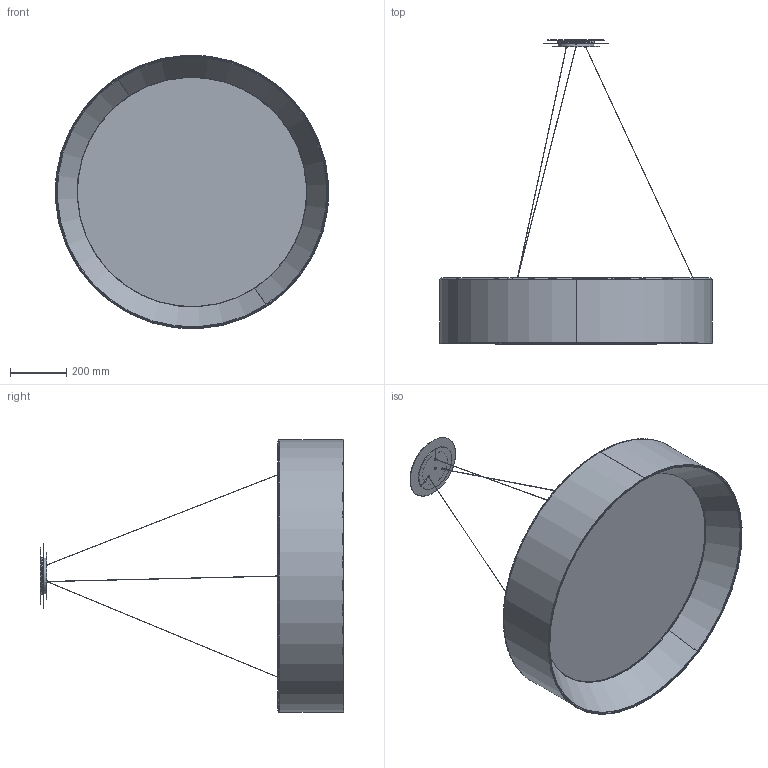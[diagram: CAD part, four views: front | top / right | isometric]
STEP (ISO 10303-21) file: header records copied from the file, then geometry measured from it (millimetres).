
FILE_DESCRIPTION (( 'STEP AP214' ), '1' );
FILE_NAME ('TAGORA 970-SUSPENSION.STEP', '2014-11-10T21:37:24', ( '' ), ( '' ), 'SwSTEP 2.0', 'SolidWorks 2012', '' );
FILE_SCHEMA (( 'AUTOMOTIVE_DESIGN' ));
Length unit declared in the file: inch
Products named in the file (11): USC-Y102-00379_USC-Y102-00379; USC-Y104-00001_USC-Y104-00001; USC-Y102-00289_CAA0700020; USC-Y102-00373_CAA0700070; USC-Y102-00377_CAA0700074; Y102300097_WITH BRACKET MOUNTING HOLES; USC-Y104-00010_USC-Y104-00010 36'''' LONG; USC-Y102-00358_USC-Y102-00358; Y102300096_MY102300096; TAGORA DIFFUSER_USC-Y201-00010; TAGORA 970-SUSPENSION
Assembly tree (14 placements, depth 2):
  TAGORA 970-SUSPENSION
    TAGORA DIFFUSER_USC-Y201-00010
    Y102300096_MY102300096
    USC-Y102-00358_USC-Y102-00358
    USC-Y104-00010_USC-Y104-00010 36'''' LONG  x3
    Y102300097_WITH BRACKET MOUNTING HOLES
    USC-Y102-00377_CAA0700074
    USC-Y102-00373_CAA0700070
    USC-Y102-00289_CAA0700020
    USC-Y104-00001_USC-Y104-00001  x3
    USC-Y102-00379_USC-Y102-00379
Bounding box: 971.48 x 1079.69 x 971.48 mm (x, y, z)
Volume: 7520391.3 mm3; surface area: 6212549.9 mm2
Topology: 14 solids, 17 shells, 873 faces, 2277 edges, 1484 vertices
Faces by surface type: cylinder 533, plane 198, bspline 96, cone 34, torus 12
Entity records: 38485 total; most frequent: CARTESIAN_POINT 16555, DIRECTION 4629, ORIENTED_EDGE 4274, EDGE_CURVE 2137, AXIS2_PLACEMENT_3D 1882, VERTEX_POINT 1392, EDGE_LOOP 1239, CIRCLE 1164
